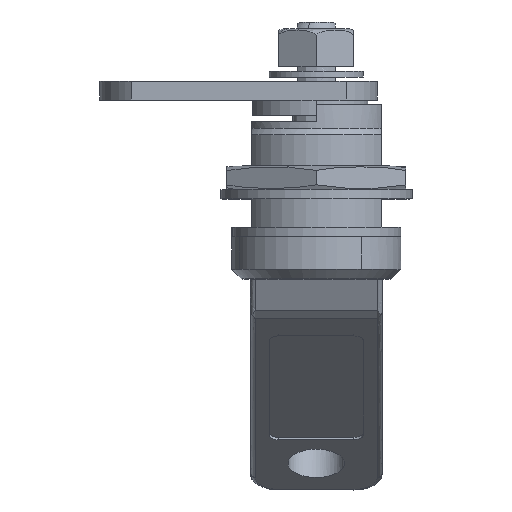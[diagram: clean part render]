
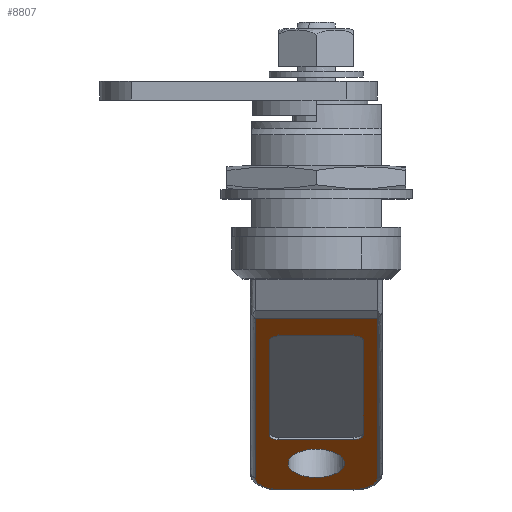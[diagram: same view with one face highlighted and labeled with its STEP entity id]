
A CAD part, top view. The second image highlights one B-rep face of the part: STEP entity #8807.
In plain terms, the highlighted free-form (B-spline) face has degree [1, 1] with [2, 2] control points.
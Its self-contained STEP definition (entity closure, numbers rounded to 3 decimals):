
#5655=CARTESIAN_POINT('',(-19.451,3.,-104.94));
#5656=VERTEX_POINT('',#5655);
#5662=CARTESIAN_POINT('',(-20.964,0.,-107.561));
#5663=VERTEX_POINT('',#5662);
#5664=CARTESIAN_POINT('',(-20.964,0.,-107.561));
#5665=CARTESIAN_POINT('',(-20.964,3.,-107.561));
#5666=CARTESIAN_POINT('',(-19.464,3.,-104.963));
#5667=CARTESIAN_POINT('',(-19.458,3.,-104.952));
#5668=CARTESIAN_POINT('',(-19.451,3.,-104.94));
#5676=(BOUNDED_CURVE()B_SPLINE_CURVE(2,(#5664,#5665,#5666,#5667,#5668),.UNSPECIFIED.,.F.,.U.)B_SPLINE_CURVE_WITH_KNOTS((3,2,3),(0.5,0.75,0.752),.UNSPECIFIED.)CURVE()GEOMETRIC_REPRESENTATION_ITEM()RATIONAL_B_SPLINE_CURVE((1.0,0.707,1.0,0.998,0.996))REPRESENTATION_ITEM(''));
#5677=EDGE_CURVE('',#5663,#5656,#5676,.T.);
#5679=CARTESIAN_POINT('',(-19.65,-2.977,-105.286));
#5680=VERTEX_POINT('',#5679);
#5681=CARTESIAN_POINT('',(-19.65,-2.977,-105.286));
#5682=CARTESIAN_POINT('',(-20.964,-2.648,-107.561));
#5683=CARTESIAN_POINT('',(-20.964,0.,-107.561));
#5691=(BOUNDED_CURVE()B_SPLINE_CURVE(2,(#5681,#5682,#5683),.UNSPECIFIED.,.F.,.U.)B_SPLINE_CURVE_WITH_KNOTS((3,3),(0.271,0.5),.UNSPECIFIED.)CURVE()GEOMETRIC_REPRESENTATION_ITEM()RATIONAL_B_SPLINE_CURVE((0.954,0.732,1.0))REPRESENTATION_ITEM(''));
#5692=EDGE_CURVE('',#5680,#5663,#5691,.T.);
#5742=CARTESIAN_POINT('',(-17.964,0.,-102.365));
#5743=VERTEX_POINT('',#5742);
#5744=CARTESIAN_POINT('',(-17.964,0.,-102.365));
#5745=CARTESIAN_POINT('',(-17.964,-3.,-102.365));
#5746=CARTESIAN_POINT('',(-19.464,-3.,-104.963));
#5747=CARTESIAN_POINT('',(-19.558,-3.,-105.125));
#5748=CARTESIAN_POINT('',(-19.65,-2.977,-105.286));
#5756=(BOUNDED_CURVE()B_SPLINE_CURVE(2,(#5744,#5745,#5746,#5747,#5748),.UNSPECIFIED.,.F.,.U.)B_SPLINE_CURVE_WITH_KNOTS((3,2,3),(0.0,0.25,0.271),.UNSPECIFIED.)CURVE()GEOMETRIC_REPRESENTATION_ITEM()RATIONAL_B_SPLINE_CURVE((1.0,0.707,1.0,0.975,0.954))REPRESENTATION_ITEM(''));
#5757=EDGE_CURVE('',#5743,#5680,#5756,.T.);
#5759=CARTESIAN_POINT('',(-19.451,3.,-104.94));
#5760=CARTESIAN_POINT('',(-17.964,2.974,-102.365));
#5761=CARTESIAN_POINT('',(-17.964,0.,-102.365));
#5769=(BOUNDED_CURVE()B_SPLINE_CURVE(2,(#5759,#5760,#5761),.UNSPECIFIED.,.F.,.U.)B_SPLINE_CURVE_WITH_KNOTS((3,3),(0.752,1.0),.UNSPECIFIED.)CURVE()GEOMETRIC_REPRESENTATION_ITEM()RATIONAL_B_SPLINE_CURVE((0.996,0.709,1.0))REPRESENTATION_ITEM(''));
#5770=EDGE_CURVE('',#5656,#5743,#5769,.T.);
#5820=CARTESIAN_POINT('',(-16.464,5.,-99.767));
#5821=VERTEX_POINT('',#5820);
#5827=CARTESIAN_POINT('',(-16.964,4.,-100.633));
#5828=VERTEX_POINT('',#5827);
#5829=CARTESIAN_POINT('',(-16.964,4.,-100.633));
#5830=CARTESIAN_POINT('',(-16.964,5.,-100.633));
#5831=CARTESIAN_POINT('',(-16.464,5.,-99.767));
#5839=(BOUNDED_CURVE()B_SPLINE_CURVE(2,(#5829,#5830,#5831),.UNSPECIFIED.,.F.,.U.)CURVE()GEOMETRIC_REPRESENTATION_ITEM()QUASI_UNIFORM_CURVE()RATIONAL_B_SPLINE_CURVE((1.0,0.707,1.0))REPRESENTATION_ITEM(''));
#5840=EDGE_CURVE('',#5828,#5821,#5839,.T.);
#5881=CARTESIAN_POINT('',(-16.964,-4.,-100.633));
#5882=VERTEX_POINT('',#5881);
#5888=CARTESIAN_POINT('',(-16.464,-5.,-99.767));
#5889=VERTEX_POINT('',#5888);
#5890=CARTESIAN_POINT('',(-16.464,-5.,-99.767));
#5891=CARTESIAN_POINT('',(-16.964,-5.,-100.633));
#5892=CARTESIAN_POINT('',(-16.964,-4.,-100.633));
#5900=(BOUNDED_CURVE()B_SPLINE_CURVE(2,(#5890,#5891,#5892),.UNSPECIFIED.,.F.,.U.)CURVE()GEOMETRIC_REPRESENTATION_ITEM()QUASI_UNIFORM_CURVE()RATIONAL_B_SPLINE_CURVE((1.0,0.707,1.0))REPRESENTATION_ITEM(''));
#5901=EDGE_CURVE('',#5889,#5882,#5900,.T.);
#5944=CARTESIAN_POINT('',(-5.964,4.,-81.58));
#5945=VERTEX_POINT('',#5944);
#5951=CARTESIAN_POINT('',(-6.464,5.,-82.446));
#5952=VERTEX_POINT('',#5951);
#5953=CARTESIAN_POINT('',(-6.464,5.,-82.446));
#5954=CARTESIAN_POINT('',(-5.964,5.,-81.58));
#5955=CARTESIAN_POINT('',(-5.964,4.,-81.58));
#5963=(BOUNDED_CURVE()B_SPLINE_CURVE(2,(#5953,#5954,#5955),.UNSPECIFIED.,.F.,.U.)CURVE()GEOMETRIC_REPRESENTATION_ITEM()QUASI_UNIFORM_CURVE()RATIONAL_B_SPLINE_CURVE((1.0,0.707,1.0))REPRESENTATION_ITEM(''));
#5964=EDGE_CURVE('',#5952,#5945,#5963,.T.);
#6005=CARTESIAN_POINT('',(-6.464,-5.,-82.446));
#6006=VERTEX_POINT('',#6005);
#6012=CARTESIAN_POINT('',(-5.964,-4.,-81.58));
#6013=VERTEX_POINT('',#6012);
#6014=CARTESIAN_POINT('',(-5.964,-4.,-81.58));
#6015=CARTESIAN_POINT('',(-5.964,-5.,-81.58));
#6016=CARTESIAN_POINT('',(-6.464,-5.,-82.446));
#6024=(BOUNDED_CURVE()B_SPLINE_CURVE(2,(#6014,#6015,#6016),.UNSPECIFIED.,.F.,.U.)CURVE()GEOMETRIC_REPRESENTATION_ITEM()QUASI_UNIFORM_CURVE()RATIONAL_B_SPLINE_CURVE((1.0,0.707,1.0))REPRESENTATION_ITEM(''));
#6025=EDGE_CURVE('',#6013,#6006,#6024,.T.);
#6074=CARTESIAN_POINT('',(-16.464,5.,-99.767));
#6075=CARTESIAN_POINT('',(-6.464,5.,-82.446));
#6076=QUASI_UNIFORM_CURVE('',1,(#6074,#6075),.UNSPECIFIED.,.F.,.U.);
#6077=EDGE_CURVE('',#5821,#5952,#6076,.T.);
#6088=CARTESIAN_POINT('',(-16.964,-4.,-100.633));
#6089=CARTESIAN_POINT('',(-16.964,4.,-100.633));
#6090=QUASI_UNIFORM_CURVE('',1,(#6088,#6089),.UNSPECIFIED.,.F.,.U.);
#6091=EDGE_CURVE('',#5882,#5828,#6090,.T.);
#6104=CARTESIAN_POINT('',(-6.464,-5.,-82.446));
#6105=CARTESIAN_POINT('',(-16.464,-5.,-99.767));
#6106=QUASI_UNIFORM_CURVE('',1,(#6104,#6105),.UNSPECIFIED.,.F.,.U.);
#6107=EDGE_CURVE('',#6006,#5889,#6106,.T.);
#6122=CARTESIAN_POINT('',(-5.964,4.,-81.58));
#6123=CARTESIAN_POINT('',(-5.964,-4.,-81.58));
#6124=QUASI_UNIFORM_CURVE('',1,(#6122,#6123),.UNSPECIFIED.,.F.,.U.);
#6125=EDGE_CURVE('',#5945,#6013,#6124,.T.);
#7317=CARTESIAN_POINT('',(-4.117,-6.5,-78.382));
#7318=VERTEX_POINT('',#7317);
#7340=CARTESIAN_POINT('',(-20.964,-6.5,-107.561));
#7341=VERTEX_POINT('',#7340);
#7342=CARTESIAN_POINT('',(-20.964,-6.5,-107.561));
#7343=CARTESIAN_POINT('',(-4.117,-6.5,-78.382));
#7344=QUASI_UNIFORM_CURVE('',1,(#7342,#7343),.UNSPECIFIED.,.F.,.U.);
#7345=EDGE_CURVE('',#7341,#7318,#7344,.T.);
#7382=CARTESIAN_POINT('',(-22.214,-4.,-109.726));
#7383=VERTEX_POINT('',#7382);
#7436=CARTESIAN_POINT('',(-22.214,-4.,-109.726));
#7437=CARTESIAN_POINT('',(-22.214,-6.5,-109.726));
#7438=CARTESIAN_POINT('',(-20.964,-6.5,-107.561));
#7446=(BOUNDED_CURVE()B_SPLINE_CURVE(2,(#7436,#7437,#7438),.UNSPECIFIED.,.F.,.U.)CURVE()GEOMETRIC_REPRESENTATION_ITEM()QUASI_UNIFORM_CURVE()RATIONAL_B_SPLINE_CURVE((1.0,0.707,1.0))REPRESENTATION_ITEM(''));
#7447=EDGE_CURVE('',#7383,#7341,#7446,.T.);
#7466=CARTESIAN_POINT('',(-22.214,4.,-109.726));
#7467=VERTEX_POINT('',#7466);
#7491=CARTESIAN_POINT('',(-22.214,4.,-109.726));
#7492=CARTESIAN_POINT('',(-22.214,-4.,-109.726));
#7493=QUASI_UNIFORM_CURVE('',1,(#7491,#7492),.UNSPECIFIED.,.F.,.U.);
#7494=EDGE_CURVE('',#7467,#7383,#7493,.T.);
#7516=CARTESIAN_POINT('',(-20.964,6.5,-107.561));
#7517=VERTEX_POINT('',#7516);
#7549=CARTESIAN_POINT('',(-20.964,6.5,-107.561));
#7550=CARTESIAN_POINT('',(-22.214,6.5,-109.726));
#7551=CARTESIAN_POINT('',(-22.214,4.,-109.726));
#7559=(BOUNDED_CURVE()B_SPLINE_CURVE(2,(#7549,#7550,#7551),.UNSPECIFIED.,.F.,.U.)CURVE()GEOMETRIC_REPRESENTATION_ITEM()QUASI_UNIFORM_CURVE()RATIONAL_B_SPLINE_CURVE((1.0,0.707,1.0))REPRESENTATION_ITEM(''));
#7560=EDGE_CURVE('',#7517,#7467,#7559,.T.);
#7579=CARTESIAN_POINT('',(-4.117,6.5,-78.382));
#7580=VERTEX_POINT('',#7579);
#7609=CARTESIAN_POINT('',(-4.117,6.5,-78.382));
#7610=CARTESIAN_POINT('',(-20.964,6.5,-107.561));
#7611=QUASI_UNIFORM_CURVE('',1,(#7609,#7610),.UNSPECIFIED.,.F.,.U.);
#7612=EDGE_CURVE('',#7580,#7517,#7611,.T.);
#8442=CARTESIAN_POINT('',(-4.117,-6.5,-78.382));
#8443=CARTESIAN_POINT('',(-4.117,6.5,-78.382));
#8444=QUASI_UNIFORM_CURVE('',1,(#8442,#8443),.UNSPECIFIED.,.F.,.U.);
#8445=EDGE_CURVE('',#7318,#7580,#8444,.T.);
#8778=CARTESIAN_POINT('',(-3.213,-7.149,-76.816));
#8779=CARTESIAN_POINT('',(-23.118,-7.149,-111.292));
#8780=CARTESIAN_POINT('',(-3.213,7.149,-76.816));
#8781=CARTESIAN_POINT('',(-23.118,7.149,-111.292));
#8782=B_SPLINE_SURFACE_WITH_KNOTS('',1,1,((#8778,#8780),(#8779,#8781)),.UNSPECIFIED.,.F.,.F.,.U.,(2,2),(2,2),(0.0,39.809),(0.0,14.299),.UNSPECIFIED.);
#8783=ORIENTED_EDGE('',*,*,#7447,.T.);
#8784=ORIENTED_EDGE('',*,*,#7345,.T.);
#8785=ORIENTED_EDGE('',*,*,#8445,.T.);
#8786=ORIENTED_EDGE('',*,*,#7612,.T.);
#8787=ORIENTED_EDGE('',*,*,#7560,.T.);
#8788=ORIENTED_EDGE('',*,*,#7494,.T.);
#8789=EDGE_LOOP('',(#8783,#8784,#8785,#8786,#8787,#8788));
#8790=FACE_OUTER_BOUND('',#8789,.T.);
#8791=ORIENTED_EDGE('',*,*,#6077,.T.);
#8792=ORIENTED_EDGE('',*,*,#5964,.T.);
#8793=ORIENTED_EDGE('',*,*,#6125,.T.);
#8794=ORIENTED_EDGE('',*,*,#6025,.T.);
#8795=ORIENTED_EDGE('',*,*,#6107,.T.);
#8796=ORIENTED_EDGE('',*,*,#5901,.T.);
#8797=ORIENTED_EDGE('',*,*,#6091,.T.);
#8798=ORIENTED_EDGE('',*,*,#5840,.T.);
#8799=EDGE_LOOP('',(#8791,#8792,#8793,#8794,#8795,#8796,#8797,#8798));
#8800=FACE_BOUND('',#8799,.T.);
#8801=ORIENTED_EDGE('',*,*,#5677,.T.);
#8802=ORIENTED_EDGE('',*,*,#5770,.T.);
#8803=ORIENTED_EDGE('',*,*,#5757,.T.);
#8804=ORIENTED_EDGE('',*,*,#5692,.T.);
#8805=EDGE_LOOP('',(#8801,#8802,#8803,#8804));
#8806=FACE_BOUND('',#8805,.T.);
#8807=ADVANCED_FACE('',(#8790,#8800,#8806),#8782,.F.);
